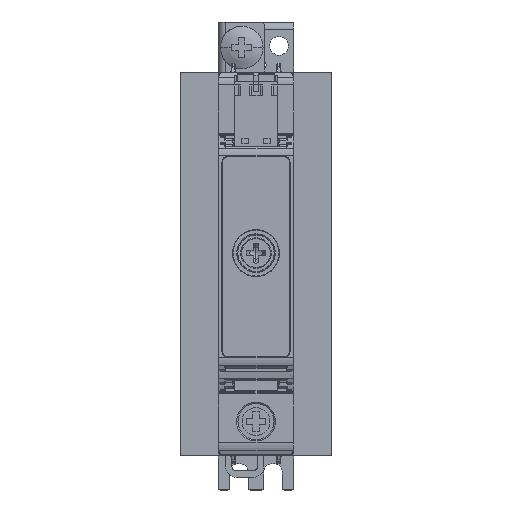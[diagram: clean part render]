
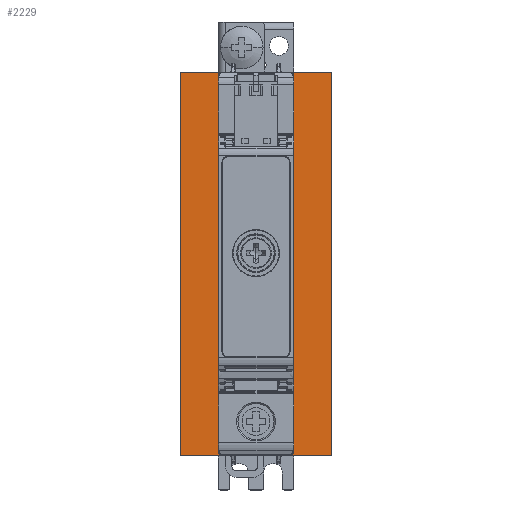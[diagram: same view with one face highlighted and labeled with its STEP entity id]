
A CAD part, top view. The second image highlights one B-rep face of the part: STEP entity #2229.
In plain terms, the highlighted planar face has unit normal (0, 0, 1).
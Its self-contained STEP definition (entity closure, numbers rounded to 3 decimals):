
#2156=CARTESIAN_POINT('',(17.7,-45.,85.));
#2157=DIRECTION('',(0.0,0.0,1.0));
#2158=DIRECTION('',(-1.0,0.0,0.0));
#2159=AXIS2_PLACEMENT_3D('',#2156,#2157,#2158);
#2160=PLANE('',#2159);
#2161=CARTESIAN_POINT('',(17.7,45.,85.));
#2162=VERTEX_POINT('',#2161);
#2163=CARTESIAN_POINT('',(-17.7,45.,85.));
#2164=VERTEX_POINT('',#2163);
#2165=CARTESIAN_POINT('',(17.7,45.,85.));
#2166=DIRECTION('',(-1.0,0.0,0.0));
#2167=VECTOR('',#2166,35.4);
#2168=LINE('',#2165,#2167);
#2169=EDGE_CURVE('',#2162,#2164,#2168,.T.);
#2170=ORIENTED_EDGE('',*,*,#2169,.T.);
#2171=CARTESIAN_POINT('',(-17.7,-45.,85.));
#2172=VERTEX_POINT('',#2171);
#2173=CARTESIAN_POINT('',(-17.7,-45.,85.));
#2174=DIRECTION('',(0.0,1.0,0.0));
#2175=VECTOR('',#2174,90.);
#2176=LINE('',#2173,#2175);
#2177=EDGE_CURVE('',#2172,#2164,#2176,.T.);
#2178=ORIENTED_EDGE('',*,*,#2177,.F.);
#2179=CARTESIAN_POINT('',(17.7,-45.,85.));
#2180=VERTEX_POINT('',#2179);
#2181=CARTESIAN_POINT('',(17.7,-45.,85.));
#2182=DIRECTION('',(-1.0,0.0,0.0));
#2183=VECTOR('',#2182,35.4);
#2184=LINE('',#2181,#2183);
#2185=EDGE_CURVE('',#2180,#2172,#2184,.T.);
#2186=ORIENTED_EDGE('',*,*,#2185,.F.);
#2187=CARTESIAN_POINT('',(17.7,-45.,85.));
#2188=DIRECTION('',(0.0,1.0,0.0));
#2189=VECTOR('',#2188,90.);
#2190=LINE('',#2187,#2189);
#2191=EDGE_CURVE('',#2180,#2162,#2190,.T.);
#2192=ORIENTED_EDGE('',*,*,#2191,.T.);
#2193=EDGE_LOOP('',(#2170,#2178,#2186,#2192));
#2194=FACE_OUTER_BOUND('',#2193,.T.);
#2195=CARTESIAN_POINT('',(6.8,-43.453,85.));
#2196=VERTEX_POINT('',#2195);
#2197=CARTESIAN_POINT('',(-6.8,-43.453,85.));
#2198=VERTEX_POINT('',#2197);
#2199=CARTESIAN_POINT('',(6.8,-43.453,85.));
#2200=DIRECTION('',(-1.0,0.0,0.0));
#2201=VECTOR('',#2200,13.6);
#2202=LINE('',#2199,#2201);
#2203=EDGE_CURVE('',#2196,#2198,#2202,.T.);
#2204=ORIENTED_EDGE('',*,*,#2203,.T.);
#2205=CARTESIAN_POINT('',(-6.8,43.453,85.));
#2206=VERTEX_POINT('',#2205);
#2207=CARTESIAN_POINT('',(-6.8,-43.453,85.));
#2208=DIRECTION('',(0.0,1.0,0.0));
#2209=VECTOR('',#2208,86.906);
#2210=LINE('',#2207,#2209);
#2211=EDGE_CURVE('',#2198,#2206,#2210,.T.);
#2212=ORIENTED_EDGE('',*,*,#2211,.T.);
#2213=CARTESIAN_POINT('',(6.8,43.453,85.));
#2214=VERTEX_POINT('',#2213);
#2215=CARTESIAN_POINT('',(-6.8,43.453,85.));
#2216=DIRECTION('',(1.0,0.0,0.0));
#2217=VECTOR('',#2216,13.6);
#2218=LINE('',#2215,#2217);
#2219=EDGE_CURVE('',#2206,#2214,#2218,.T.);
#2220=ORIENTED_EDGE('',*,*,#2219,.T.);
#2221=CARTESIAN_POINT('',(6.8,43.453,85.));
#2222=DIRECTION('',(0.0,-1.0,0.0));
#2223=VECTOR('',#2222,86.906);
#2224=LINE('',#2221,#2223);
#2225=EDGE_CURVE('',#2214,#2196,#2224,.T.);
#2226=ORIENTED_EDGE('',*,*,#2225,.T.);
#2227=EDGE_LOOP('',(#2204,#2212,#2220,#2226));
#2228=FACE_BOUND('',#2227,.T.);
#2229=ADVANCED_FACE('',(#2194,#2228),#2160,.T.);
